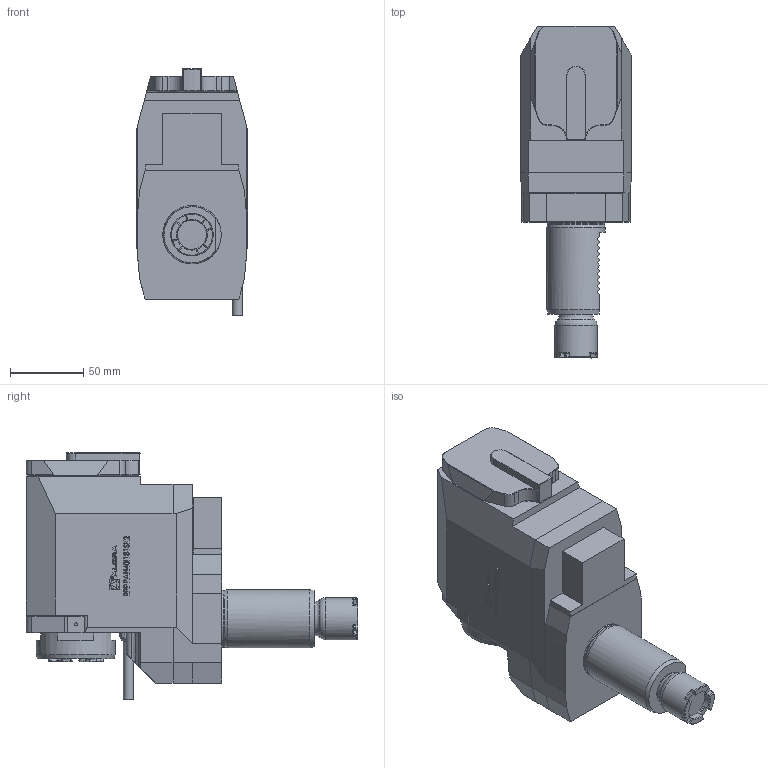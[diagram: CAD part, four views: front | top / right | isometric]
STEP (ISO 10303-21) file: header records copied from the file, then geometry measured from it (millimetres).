
FILE_DESCRIPTION (( 'STEP AP214' ), '1' );
FILE_NAME ('RRPPAH40I131SK2.STEP', '2025-06-03T15:54:38', ( '' ), ( '' ), 'SwSTEP 2.0', 'SolidWorks 2023', '' );
FILE_SCHEMA (( 'AUTOMOTIVE_DESIGN' ));
Length unit declared in the file: millimetre
Products named in the file (1): RRPPAH40I131SK2
Bounding box: 76 x 227 x 168.5 mm (x, y, z)
Volume: 1299280.2 mm3; surface area: 91557.6 mm2
Topology: 1 solids, 2 shells, 678 faces, 1766 edges, 1147 vertices
Faces by surface type: plane 434, bspline 111, cylinder 87, cone 40, torus 4, sphere 2
Full cylindrical faces by diameter (mm): 1.7 x1, 2.1 x1, 6.366 x1, 7 x1, 20 x1, 23 x1, 29 x1, 38.7 x1, 40 x1, 54 x1
Entity records: 28449 total; most frequent: CARTESIAN_POINT 9554, ORIENTED_EDGE 3476, DIRECTION 2727, EDGE_CURVE 1738, VERTEX_POINT 1137, VECTOR 1123, LINE 1123, AXIS2_PLACEMENT_3D 802
